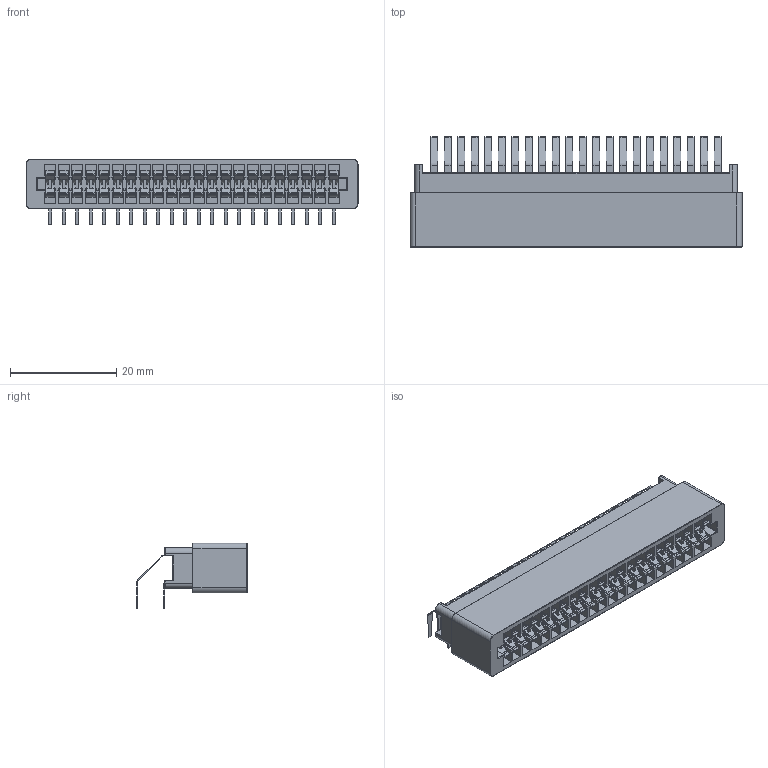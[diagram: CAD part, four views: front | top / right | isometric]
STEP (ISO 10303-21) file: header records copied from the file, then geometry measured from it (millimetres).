
FILE_DESCRIPTION(/* description */ (''),/* implementation_level */ '2;1');
FILE_NAME(/* name */ 'EDGE PCB Connector P2.54mm 44pin 2 Rows Right Angle v1.step',/* time_stamp */ '2022-04-10T00:04:27+03:00',/* author */ (''),/* organization */ (''),/* preprocessor_version */ 'ST-DEVELOPER v19.2',/* originating_system */ 'Autodesk Translation Framework v12.6.0.85',/* authorisation */ '');
FILE_SCHEMA (('AUTOMOTIVE_DESIGN { 1 0 10303 214 3 1 1 }'));
Length unit declared in the file: millimetre
Products named in the file (4): EDGE PCB Connector P2.54mm 44pin 2 Rows Right Angle; EDGE Card Connector 44pos Body; EDGE Connector 2.54mm Contact Right Angle Upper; EDGE Connector 2.54mm Contact Right Angle Lower
Assembly tree (45 placements, depth 2):
  EDGE PCB Connector P2.54mm 44pin 2 Rows Right Angle
    EDGE Card Connector 44pos Body
    EDGE Connector 2.54mm Contact Right Angle Upper  x22
    EDGE Connector 2.54mm Contact Right Angle Lower  x22
Bounding box: 62.48 x 20.72 x 12.35 mm (x, y, z)
Volume: 5136.2 mm3; surface area: 10315 mm2
Topology: 45 solids, 45 shells, 3283 faces, 8275 edges, 4996 vertices
Faces by surface type: plane 2528, cylinder 707, torus 32, sphere 16
Entity records: 35471 total; most frequent: CARTESIAN_POINT 6187, ORIENTED_EDGE 6134, DIRECTION 5885, EDGE_CURVE 3067, LINE 2545, VECTOR 2545, VERTEX_POINT 1972, AXIS2_PLACEMENT_3D 1670
